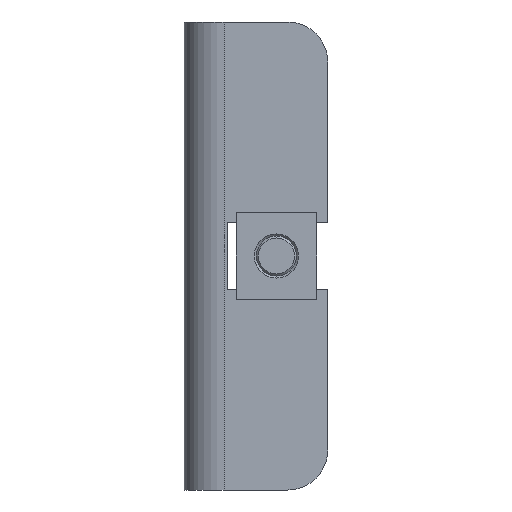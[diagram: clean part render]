
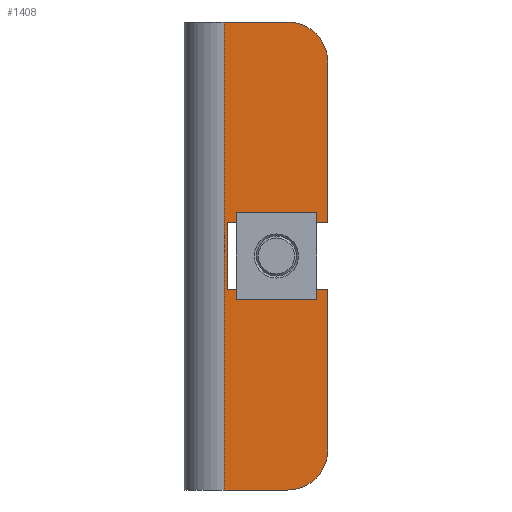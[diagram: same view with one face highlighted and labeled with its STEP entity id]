
A CAD part, left-side view. The second image highlights one B-rep face of the part: STEP entity #1408.
In plain terms, the highlighted planar face has unit normal (-1, 0, 0).
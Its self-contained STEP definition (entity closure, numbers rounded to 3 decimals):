
#91=CIRCLE('',#1545,6.);
#92=CIRCLE('',#1546,6.);
#161=ORIENTED_EDGE('',*,*,#541,.F.);
#162=ORIENTED_EDGE('',*,*,#542,.F.);
#163=ORIENTED_EDGE('',*,*,#543,.F.);
#164=ORIENTED_EDGE('',*,*,#544,.T.);
#165=ORIENTED_EDGE('',*,*,#545,.T.);
#166=ORIENTED_EDGE('',*,*,#546,.F.);
#167=ORIENTED_EDGE('',*,*,#547,.F.);
#168=ORIENTED_EDGE('',*,*,#548,.T.);
#169=ORIENTED_EDGE('',*,*,#549,.T.);
#170=ORIENTED_EDGE('',*,*,#550,.T.);
#541=EDGE_CURVE('',#731,#732,#869,.T.);
#542=EDGE_CURVE('',#733,#731,#91,.T.);
#543=EDGE_CURVE('',#734,#733,#870,.T.);
#544=EDGE_CURVE('',#734,#735,#871,.T.);
#545=EDGE_CURVE('',#735,#736,#872,.T.);
#546=EDGE_CURVE('',#737,#736,#92,.T.);
#547=EDGE_CURVE('',#738,#737,#873,.T.);
#548=EDGE_CURVE('',#738,#739,#874,.T.);
#549=EDGE_CURVE('',#739,#740,#875,.T.);
#550=EDGE_CURVE('',#740,#732,#876,.T.);
#731=VERTEX_POINT('',#2161);
#732=VERTEX_POINT('',#2162);
#733=VERTEX_POINT('',#2164);
#734=VERTEX_POINT('',#2166);
#735=VERTEX_POINT('',#2168);
#736=VERTEX_POINT('',#2170);
#737=VERTEX_POINT('',#2172);
#738=VERTEX_POINT('',#2174);
#739=VERTEX_POINT('',#2176);
#740=VERTEX_POINT('',#2178);
#869=LINE('',#2160,#989);
#870=LINE('',#2165,#990);
#871=LINE('',#2167,#991);
#872=LINE('',#2169,#992);
#873=LINE('',#2173,#993);
#874=LINE('',#2175,#994);
#875=LINE('',#2177,#995);
#876=LINE('',#2179,#996);
#989=VECTOR('',#1712,1000.);
#990=VECTOR('',#1715,1000.);
#991=VECTOR('',#1716,1000.);
#992=VECTOR('',#1717,1000.);
#993=VECTOR('',#1720,1000.);
#994=VECTOR('',#1721,1000.);
#995=VECTOR('',#1722,1000.);
#996=VECTOR('',#1723,1000.);
#1109=EDGE_LOOP('',(#161,#162,#163,#164,#165,#166,#167,#168,#169,#170));
#1235=FACE_BOUND('',#1109,.T.);
#1361=PLANE('',#1544);
#1408=ADVANCED_FACE('',(#1235),#1361,.F.);
#1544=AXIS2_PLACEMENT_3D('',#2159,#1710,#1711);
#1545=AXIS2_PLACEMENT_3D('',#2163,#1713,#1714);
#1546=AXIS2_PLACEMENT_3D('',#2171,#1718,#1719);
#1710=DIRECTION('',(1.,0.,0.));
#1711=DIRECTION('',(0.,0.,-1.));
#1712=DIRECTION('',(0.,0.,-1.));
#1713=DIRECTION('',(1.,0.,0.));
#1714=DIRECTION('',(0.,0.,-1.));
#1715=DIRECTION('',(0.,-1.,0.));
#1716=DIRECTION('',(0.,0.,-1.));
#1717=DIRECTION('',(0.,-1.,0.));
#1718=DIRECTION('',(1.,0.,0.));
#1719=DIRECTION('',(0.,0.,-1.));
#1720=DIRECTION('',(0.,0.,-1.));
#1721=DIRECTION('',(0.,1.,0.));
#1722=DIRECTION('',(0.,0.,1.));
#1723=DIRECTION('',(0.,-1.,0.));
#2159=CARTESIAN_POINT('',(-13.,8.5,35.));
#2160=CARTESIAN_POINT('',(-13.,-7.,35.));
#2161=CARTESIAN_POINT('',(-13.,-7.,29.));
#2162=CARTESIAN_POINT('',(-13.,-7.,5.05));
#2163=CARTESIAN_POINT('',(-13.,-1.,29.));
#2164=CARTESIAN_POINT('',(-13.,-1.,35.));
#2165=CARTESIAN_POINT('',(-13.,8.5,35.));
#2166=CARTESIAN_POINT('',(-13.,8.5,35.));
#2167=CARTESIAN_POINT('',(-13.,8.5,35.));
#2168=CARTESIAN_POINT('',(-13.,8.5,-35.));
#2169=CARTESIAN_POINT('',(-13.,8.5,-35.));
#2170=CARTESIAN_POINT('',(-13.,-1.,-35.));
#2171=CARTESIAN_POINT('',(-13.,-1.,-29.));
#2172=CARTESIAN_POINT('',(-13.,-7.,-29.));
#2173=CARTESIAN_POINT('',(-13.,-7.,35.));
#2174=CARTESIAN_POINT('',(-13.,-7.,-5.05));
#2175=CARTESIAN_POINT('',(-13.,-7.,-5.05));
#2176=CARTESIAN_POINT('',(-13.,8.,-5.05));
#2177=CARTESIAN_POINT('',(-13.,8.,-5.05));
#2178=CARTESIAN_POINT('',(-13.,8.,5.05));
#2179=CARTESIAN_POINT('',(-13.,8.,5.05));
